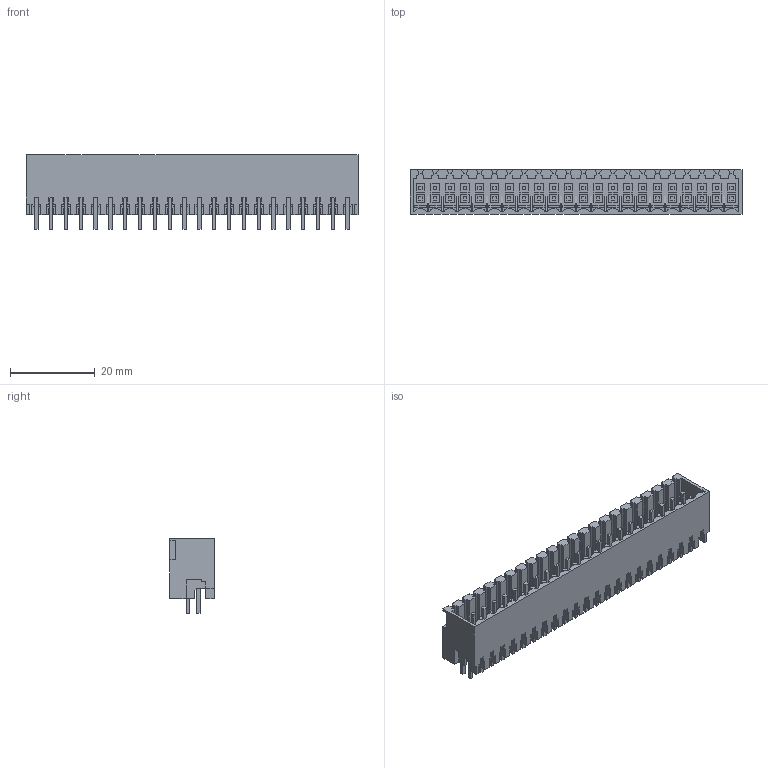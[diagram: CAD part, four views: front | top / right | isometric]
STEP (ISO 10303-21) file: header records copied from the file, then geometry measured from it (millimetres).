
FILE_DESCRIPTION(('CATIA V5 STEP Exchange','CAx-IF Rec.Pracs.--- Model Styling and Organization---1.4--- 2014-01-23'),'2;1');
FILE_NAME ('D1494410_0_2559250000_2559250000.stp','2021-07-23T06:16:24+00:00',('none'),('Weidmueller'),'CATIA Version 5-6 Release 2016 SP3 HF44','CATIA V5 STEP AP214','none');
FILE_SCHEMA(('AUTOMOTIVE_DESIGN { 1 0 10303 214 1 1 1 1 }'));
Length unit declared in the file: millimetre
Products named in the file (1): 2559250000
Bounding box: 78.4 x 10.5 x 17.7 mm (x, y, z)
Volume: 5275.2 mm3; surface area: 11990.5 mm2
Topology: 45 solids, 45 shells, 1824 faces, 4845 edges, 3220 vertices
Faces by surface type: plane 1780, cylinder 44
Entity records: 49768 total; most frequent: ORIENTED_EDGE 9690, CARTESIAN_POINT 8777, DIRECTION 6267, EDGE_CURVE 4845, VECTOR 4757, LINE 4757, VERTEX_POINT 3220, EDGE_LOOP 1933
